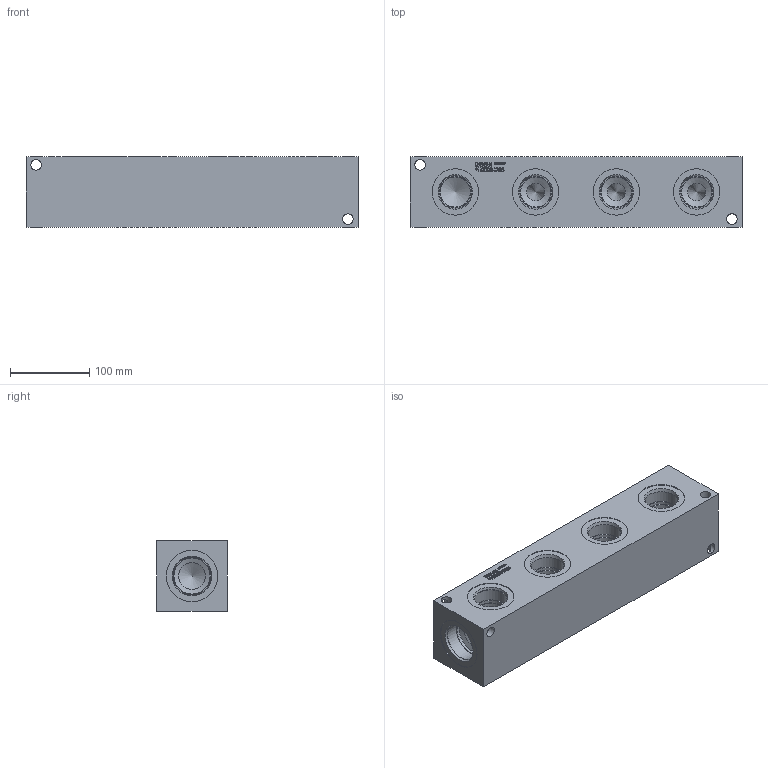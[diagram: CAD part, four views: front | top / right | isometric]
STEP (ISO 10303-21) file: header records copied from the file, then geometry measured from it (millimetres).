
FILE_DESCRIPTION(/* description */ (''),/* implementation_level */ '2;1');
FILE_NAME(/* name */ '_H0000420S.stp',/* time_stamp */ '2020-03-25T16:49:33-04:00',/* author */ ('devonn'),/* organization */ (''),/* preprocessor_version */ 'ST-DEVELOPER v17',/* originating_system */ 'Autodesk Inventor 2019',/* authorisation */ '');
FILE_SCHEMA (('AUTOMOTIVE_DESIGN { 1 0 10303 214 3 1 1 }'));
Length unit declared in the file: millimetre
Products named in the file (1): Part_AH0000420S_3D
Bounding box: 419.1 x 88.9 x 88.9 mm (x, y, z)
Volume: 2951953.3 mm3; surface area: 206344 mm2
Topology: 1 solids, 1 shells, 378 faces, 1020 edges, 680 vertices
Faces by surface type: plane 223, bspline 95, cylinder 36, cone 24
Full cylindrical faces by diameter (mm): 13.487 x8, 38.1 x4, 39.218 x4, 41.275 x3, 41.28 x1, 41.758 x1, 43.51 x3, 45.568 x2, 47.625 x2, 48.057 x2, 58.572 x4, 65.126 x2
Entity records: 12625 total; most frequent: CARTESIAN_POINT 3308, ORIENTED_EDGE 2028, DIRECTION 1518, EDGE_CURVE 1014, LINE 698, VECTOR 698, VERTEX_POINT 680, EDGE_LOOP 432
